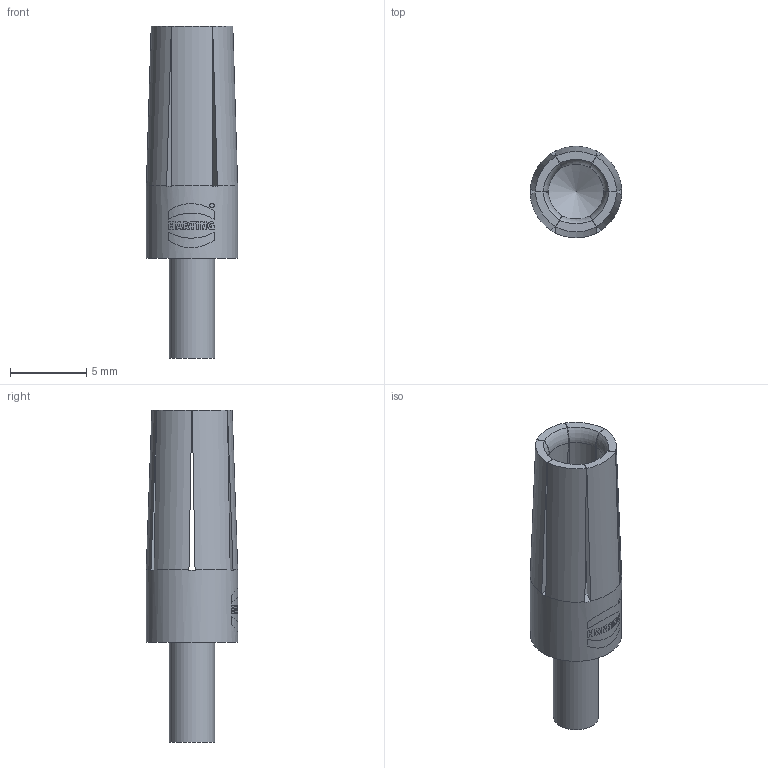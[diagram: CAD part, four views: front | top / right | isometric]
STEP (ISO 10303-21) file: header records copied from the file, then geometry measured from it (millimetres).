
FILE_DESCRIPTION(/* description */ (''),/* implementation_level */ '2;1');
FILE_NAME(/* name */ '100095511ugm000_b.stp',/* time_stamp */ '2019-09-26T07:41:31+02:00',/* author */ (''),/* organization */ (''),/* preprocessor_version */ 'ST-DEVELOPER v16.7',/* originating_system */ 'SIEMENS PLM Software NX 12.0',/* authorisation */ '');
FILE_SCHEMA (('AUTOMOTIVE_DESIGN { 1 0 10303 214 3 1 1 1 }'));
Length unit declared in the file: millimetre
Products named in the file (1): 100095511ugm000_b
Bounding box: 5.99 x 5.99 x 21.75 mm (x, y, z)
Volume: 295.6 mm3; surface area: 601.2 mm2
Topology: 1 solids, 1 shells, 59 faces, 196 edges, 152 vertices
Faces by surface type: cylinder 26, plane 26, torus 6, cone 1
Full cylindrical faces by diameter (mm): 2.97 x1, 5.99 x1
Entity records: 2603 total; most frequent: CARTESIAN_POINT 933, ORIENTED_EDGE 378, DIRECTION 246, EDGE_CURVE 189, VERTEX_POINT 148, B_SPLINE_CURVE_WITH_KNOTS 114, AXIS2_PLACEMENT_3D 111, EDGE_LOOP 74
